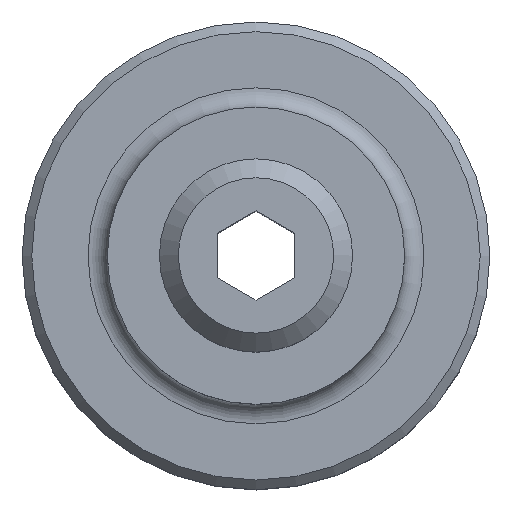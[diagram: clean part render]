
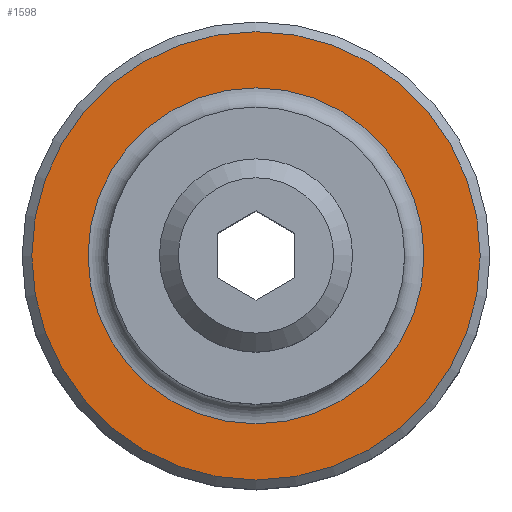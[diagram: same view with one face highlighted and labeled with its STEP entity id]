
A CAD part, top view. The second image highlights one B-rep face of the part: STEP entity #1598.
In plain terms, the highlighted planar face has unit normal (0, 0, 1).
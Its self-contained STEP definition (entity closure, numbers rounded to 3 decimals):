
#56=PLANE('',#1728);
#404=ORIENTED_EDGE('',*,*,#676,.F.);
#405=ORIENTED_EDGE('',*,*,#675,.T.);
#675=EDGE_CURVE('',#804,#804,#879,.T.);
#676=EDGE_CURVE('',#805,#805,#880,.T.);
#804=VERTEX_POINT('',#2410);
#805=VERTEX_POINT('',#2413);
#879=CIRCLE('',#1727,5.8);
#880=CIRCLE('',#1729,4.346);
#940=EDGE_LOOP('',(#404));
#941=EDGE_LOOP('',(#405));
#1036=FACE_BOUND('',#940,.T.);
#1037=FACE_BOUND('',#941,.T.);
#1598=ADVANCED_FACE('',(#1036,#1037),#56,.F.);
#1727=AXIS2_PLACEMENT_3D('',#2409,#2007,#2008);
#1728=AXIS2_PLACEMENT_3D('',#2411,#2009,#2010);
#1729=AXIS2_PLACEMENT_3D('',#2412,#2011,#2012);
#2007=DIRECTION('',(0.,0.,1.));
#2008=DIRECTION('',(0.,-1.,0.));
#2009=DIRECTION('',(0.,0.,-1.));
#2010=DIRECTION('',(0.,1.,0.));
#2011=DIRECTION('',(0.,0.,1.));
#2012=DIRECTION('',(0.,-1.,0.));
#2409=CARTESIAN_POINT('',(0.,0.,4.356));
#2410=CARTESIAN_POINT('',(0.,-5.8,4.356));
#2411=CARTESIAN_POINT('',(0.,-5.8,4.356));
#2412=CARTESIAN_POINT('',(0.,0.,4.356));
#2413=CARTESIAN_POINT('',(0.,-4.346,4.356));
